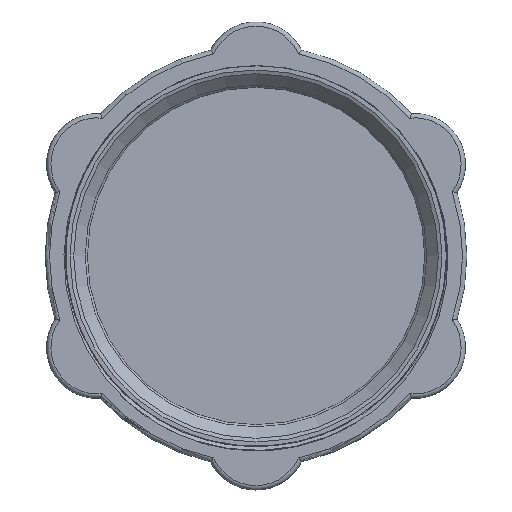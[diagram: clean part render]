
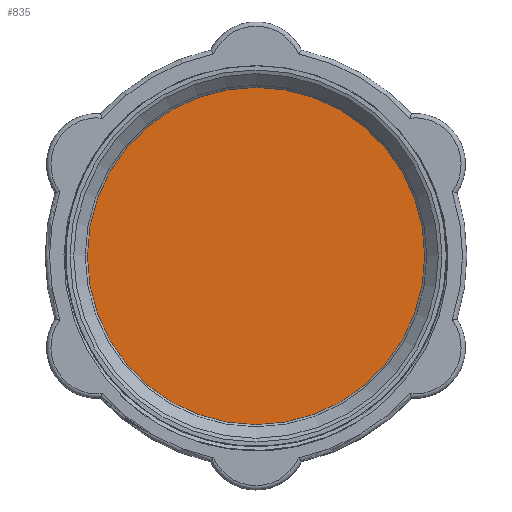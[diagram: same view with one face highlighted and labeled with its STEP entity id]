
A CAD part, top view. The second image highlights one B-rep face of the part: STEP entity #835.
In plain terms, the highlighted planar face has unit normal (0, 0, 1).
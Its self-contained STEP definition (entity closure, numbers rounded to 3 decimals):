
#47=PLANE('',#955);
#104=FACE_OUTER_BOUND('',#161,.T.);
#161=EDGE_LOOP('',(#752));
#219=CIRCLE('',#953,39.);
#386=VERTEX_POINT('',#5669);
#510=EDGE_CURVE('',#386,#386,#219,.T.);
#752=ORIENTED_EDGE('',*,*,#510,.F.);
#835=ADVANCED_FACE('',(#104),#47,.F.);
#953=AXIS2_PLACEMENT_3D('',#5671,#1179,#1180);
#955=AXIS2_PLACEMENT_3D('',#5674,#1184,#1185);
#1179=DIRECTION('center_axis',(0.,0.,-1.));
#1180=DIRECTION('ref_axis',(1.,0.,0.));
#1184=DIRECTION('center_axis',(0.,0.,-1.));
#1185=DIRECTION('ref_axis',(1.,0.,0.));
#5669=CARTESIAN_POINT('',(-39.,0.,0.));
#5671=CARTESIAN_POINT('Origin',(0.,0.,0.));
#5674=CARTESIAN_POINT('Origin',(0.,0.,
0.));
